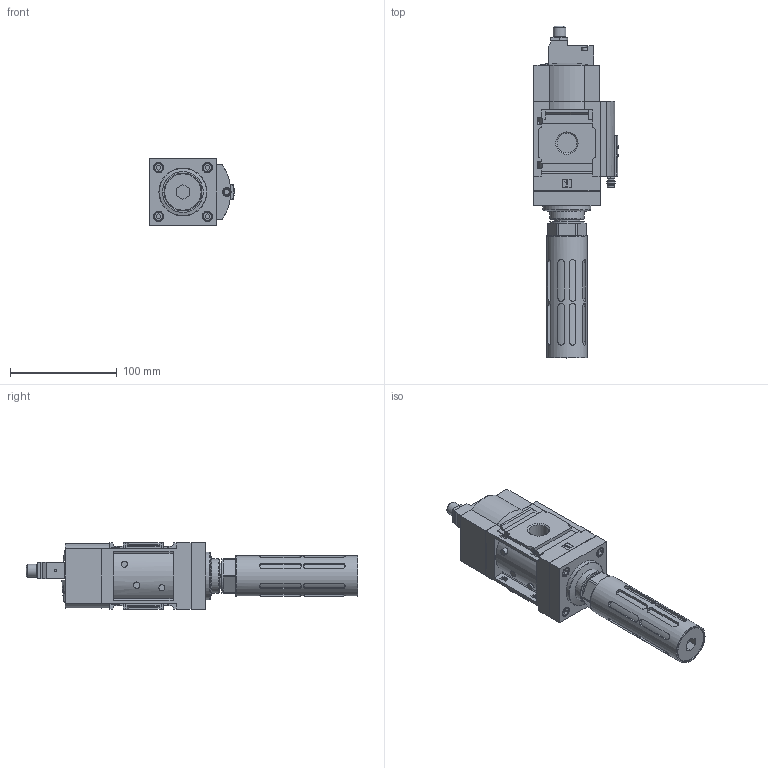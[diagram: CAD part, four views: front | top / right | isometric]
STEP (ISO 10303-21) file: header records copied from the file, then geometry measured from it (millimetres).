
FILE_DESCRIPTION(/* description */ ('STEP AP214'),/* implementation_level */ '2;1');
FILE_NAME(/* name */ '611243_MS6-SV-1_2-C-10V24P-S-AD7',/* time_stamp */ '2024-09-11T15:25:08+02:00',/* author */ ('License CC BY-ND 4.0'),/* organization */ ('CADENAS'),/* preprocessor_version */ 'ST-DEVELOPER v19.3',/* originating_system */ 'PARTsolutions',/* authorisation */ ' ');
FILE_SCHEMA (('AUTOMOTIVE_DESIGN {1 0 10303 214 3 1 1}'));
Length unit declared in the file: millimetre
Products named in the file (4): 611243 MS6-SV-1/2-C-10V24P-S-AD7; 548713 MS6-SV-1/2-C-10V24P-S-AD70D; 702026 MS6-SD5-D10-O-P-M8 AD7; 6845 U-3/4-B
Assembly tree (3 placements, depth 2):
  611243 MS6-SV-1/2-C-10V24P-S-AD7
    548713 MS6-SV-1/2-C-10V24P-S-AD70D
    702026 MS6-SD5-D10-O-P-M8 AD7
    6845 U-3/4-B
Bounding box: 79.01 x 310.55 x 62 mm (x, y, z)
Volume: 611104.8 mm3; surface area: 93471.8 mm2
Topology: 3 solids, 6 shells, 648 faces, 1568 edges, 1018 vertices
Faces by surface type: plane 426, cylinder 154, cone 41, torus 22, sphere 5
Full cylindrical faces by diameter (mm): 0.4 x1, 1 x2, 2 x1, 2.459 x2, 2.75 x1, 4.6 x2, 4.8 x1, 5 x1, 5.5 x4, 5.6 x1, 5.8 x1, 6.5 x2, 8 x3, 8.5 x8, 9.5 x8, 11 x1, 12 x1, 16.5 x1, 18.1 x1, 18.631 x2, 24.117 x1, 27.5 x1, 32 x2, 34.6 x1, 38 x1, 44.8 x1
Entity records: 23100 total; most frequent: CARTESIAN_POINT 3727, DIRECTION 2986, ORIENTED_EDGE 2898, EDGE_CURVE 1449, AXIS2_PLACEMENT_3D 999, VERTEX_POINT 998, LINE 988, VECTOR 988
